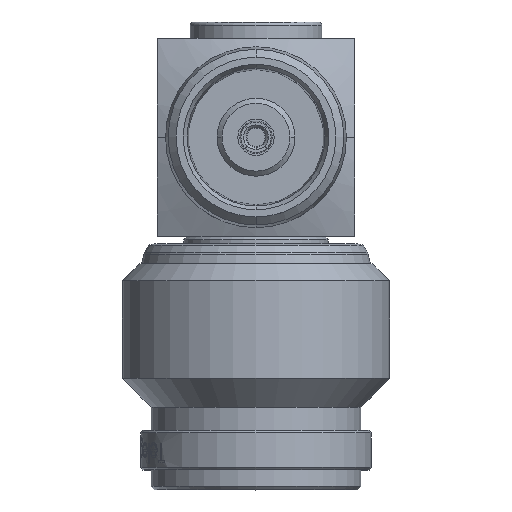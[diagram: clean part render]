
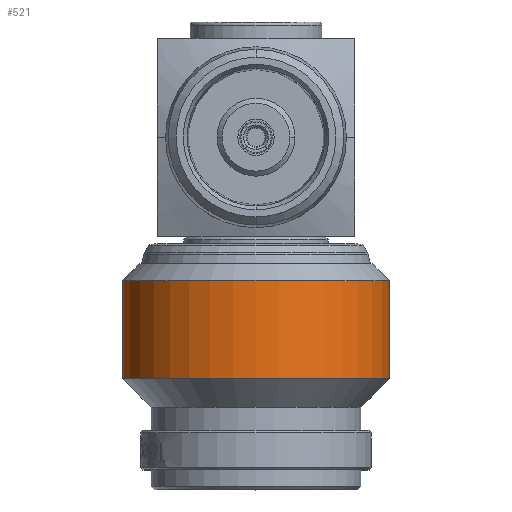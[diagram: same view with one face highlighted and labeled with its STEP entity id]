
A CAD part, top view. The second image highlights one B-rep face of the part: STEP entity #521.
In plain terms, the highlighted cylindrical face has radius 8.1 mm (diameter 16.2 mm), a partial arc.
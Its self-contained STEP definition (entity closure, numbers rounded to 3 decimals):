
#521 = ADVANCED_FACE ( 'NONE', ( #39655 ), #31798, .T. ) ;
#2414 = CARTESIAN_POINT ( 'NONE',  ( 8.1, -8.675, -17.3 ) ) ;
#3140 = EDGE_CURVE ( 'NONE', #44614, #36106, #3517, .T. ) ;
#3517 = CIRCLE ( 'NONE', #36196, 8.1 ) ;
#3699 = EDGE_LOOP ( 'NONE', ( #7624, #21512, #38271, #6374 ) ) ;
#4421 = CARTESIAN_POINT ( 'NONE',  ( 0., -14.6, -17.3 ) ) ;
#6374 = ORIENTED_EDGE ( 'NONE', *, *, #3140, .F. ) ;
#7624 = ORIENTED_EDGE ( 'NONE', *, *, #7934, .F. ) ;
#7934 = EDGE_CURVE ( 'NONE', #43430, #44614, #8048, .T. ) ;
#8048 = LINE ( 'NONE', #45347, #17854 ) ;
#10790 = CARTESIAN_POINT ( 'NONE',  ( -8.1, -8.675, -17.3 ) ) ;
#15083 = DIRECTION ( 'NONE',  ( 0., -1., 0. ) ) ;
#15941 = DIRECTION ( 'NONE',  ( 0., -1., 0. ) ) ;
#17716 = CARTESIAN_POINT ( 'NONE',  ( 0., -8.675, -17.3 ) ) ;
#17854 = VECTOR ( 'NONE', #15083, 1000. ) ;
#18883 = AXIS2_PLACEMENT_3D ( 'NONE', #45916, #15941, #41890 ) ;
#21439 = DIRECTION ( 'NONE',  ( -1., 0., 0. ) ) ;
#21512 = ORIENTED_EDGE ( 'NONE', *, *, #23664, .T. ) ;
#23664 = EDGE_CURVE ( 'NONE', #43430, #30498, #33556, .T. ) ;
#24890 = CARTESIAN_POINT ( 'NONE',  ( -8.1, -21.35, -17.3 ) ) ;
#25150 = CARTESIAN_POINT ( 'NONE',  ( 8.1, -14.6, -17.3 ) ) ;
#30498 = VERTEX_POINT ( 'NONE', #10790 ) ;
#31798 = CYLINDRICAL_SURFACE ( 'NONE', #18883, 8.1 ) ;
#32160 = EDGE_CURVE ( 'NONE', #30498, #36106, #37596, .T. ) ;
#33556 = CIRCLE ( 'NONE', #41303, 8.1 ) ;
#36106 = VERTEX_POINT ( 'NONE', #41056 ) ;
#36196 = AXIS2_PLACEMENT_3D ( 'NONE', #4421, #43555, #37613 ) ;
#37596 = LINE ( 'NONE', #24890, #47393 ) ;
#37613 = DIRECTION ( 'NONE',  ( -1., 0., 0. ) ) ;
#38271 = ORIENTED_EDGE ( 'NONE', *, *, #32160, .T. ) ;
#39655 = FACE_OUTER_BOUND ( 'NONE', #3699, .T. ) ;
#41056 = CARTESIAN_POINT ( 'NONE',  ( -8.1, -14.6, -17.3 ) ) ;
#41303 = AXIS2_PLACEMENT_3D ( 'NONE', #17716, #43485, #21439 ) ;
#41890 = DIRECTION ( 'NONE',  ( -1., 0., 0. ) ) ;
#43430 = VERTEX_POINT ( 'NONE', #2414 ) ;
#43485 = DIRECTION ( 'NONE',  ( 0., -1., 0. ) ) ;
#43555 = DIRECTION ( 'NONE',  ( 0., -1., 0. ) ) ;
#44614 = VERTEX_POINT ( 'NONE', #25150 ) ;
#45347 = CARTESIAN_POINT ( 'NONE',  ( 8.1, -21.35, -17.3 ) ) ;
#45916 = CARTESIAN_POINT ( 'NONE',  ( 0., -21.35, -17.3 ) ) ;
#47393 = VECTOR ( 'NONE', #47417, 1000. ) ;
#47417 = DIRECTION ( 'NONE',  ( 0., -1., 0. ) ) ;
